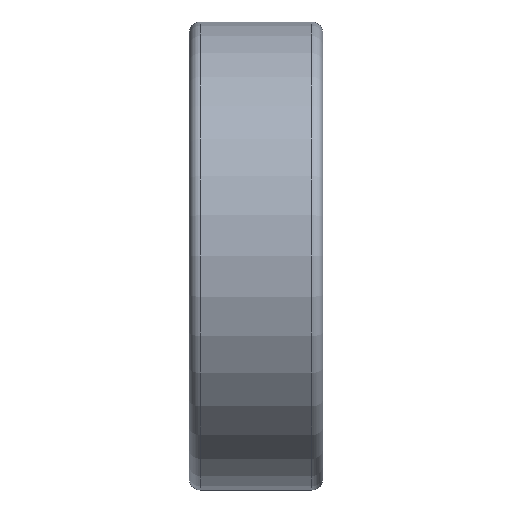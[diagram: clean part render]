
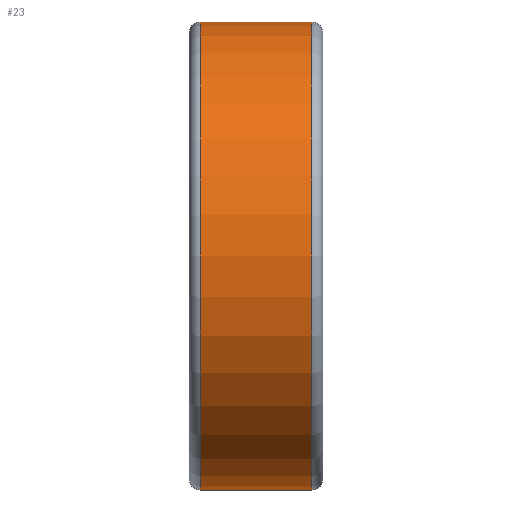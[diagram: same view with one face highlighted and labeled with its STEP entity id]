
A CAD part, front view. The second image highlights one B-rep face of the part: STEP entity #23.
In plain terms, the highlighted cylindrical face has radius 21 mm (diameter 42 mm), a partial arc.
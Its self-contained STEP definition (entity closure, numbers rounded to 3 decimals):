
#17 = LINE ( 'NONE', #452, #207 ) ;
#23 = ADVANCED_FACE ( 'NONE', ( #405 ), #266, .T. ) ;
#59 = CARTESIAN_POINT ( 'NONE',  ( -6., 87.5, 21. ) ) ;
#66 = DIRECTION ( 'NONE',  ( -1., 0., 0. ) ) ;
#68 = ORIENTED_EDGE ( 'NONE', *, *, #338, .T. ) ;
#74 = CARTESIAN_POINT ( 'NONE',  ( 4., 87.5, 21. ) ) ;
#101 = CARTESIAN_POINT ( 'NONE',  ( 4., 87.5, -21. ) ) ;
#138 = CIRCLE ( 'NONE', #209, 21. ) ;
#140 = CARTESIAN_POINT ( 'NONE',  ( -11.189, 87.5, 0. ) ) ;
#144 = CARTESIAN_POINT ( 'NONE',  ( -6., 87.5, -21. ) ) ;
#148 = DIRECTION ( 'NONE',  ( 0., 0., 1. ) ) ;
#153 = AXIS2_PLACEMENT_3D ( 'NONE', #140, #181, #361 ) ;
#172 = DIRECTION ( 'NONE',  ( 0., 0., 1. ) ) ;
#175 = VECTOR ( 'NONE', #251, 1000. ) ;
#176 = ORIENTED_EDGE ( 'NONE', *, *, #449, .F. ) ;
#181 = DIRECTION ( 'NONE',  ( -1., 0., 0. ) ) ;
#186 = AXIS2_PLACEMENT_3D ( 'NONE', #240, #66, #172 ) ;
#190 = ORIENTED_EDGE ( 'NONE', *, *, #422, .F. ) ;
#207 = VECTOR ( 'NONE', #323, 1000. ) ;
#209 = AXIS2_PLACEMENT_3D ( 'NONE', #365, #245, #148 ) ;
#240 = CARTESIAN_POINT ( 'NONE',  ( 4., 87.5, 0. ) ) ;
#245 = DIRECTION ( 'NONE',  ( -1., 0., 0. ) ) ;
#247 = CARTESIAN_POINT ( 'NONE',  ( -11.189, 87.5, -21. ) ) ;
#250 = VERTEX_POINT ( 'NONE', #59 ) ;
#251 = DIRECTION ( 'NONE',  ( -1., 0., 0. ) ) ;
#266 = CYLINDRICAL_SURFACE ( 'NONE', #153, 21. ) ;
#322 = ORIENTED_EDGE ( 'NONE', *, *, #328, .T. ) ;
#323 = DIRECTION ( 'NONE',  ( -1., 0., 0. ) ) ;
#328 = EDGE_CURVE ( 'NONE', #400, #250, #17, .T. ) ;
#338 = EDGE_CURVE ( 'NONE', #346, #400, #374, .T. ) ;
#346 = VERTEX_POINT ( 'NONE', #101 ) ;
#361 = DIRECTION ( 'NONE',  ( 0., 0., 1. ) ) ;
#365 = CARTESIAN_POINT ( 'NONE',  ( -6., 87.5, 0. ) ) ;
#374 = CIRCLE ( 'NONE', #186, 21. ) ;
#380 = EDGE_LOOP ( 'NONE', ( #190, #68, #322, #176 ) ) ;
#399 = LINE ( 'NONE', #247, #175 ) ;
#400 = VERTEX_POINT ( 'NONE', #74 ) ;
#405 = FACE_OUTER_BOUND ( 'NONE', #380, .T. ) ;
#421 = VERTEX_POINT ( 'NONE', #144 ) ;
#422 = EDGE_CURVE ( 'NONE', #346, #421, #399, .T. ) ;
#449 = EDGE_CURVE ( 'NONE', #421, #250, #138, .T. ) ;
#452 = CARTESIAN_POINT ( 'NONE',  ( -11.189, 87.5, 21. ) ) ;
